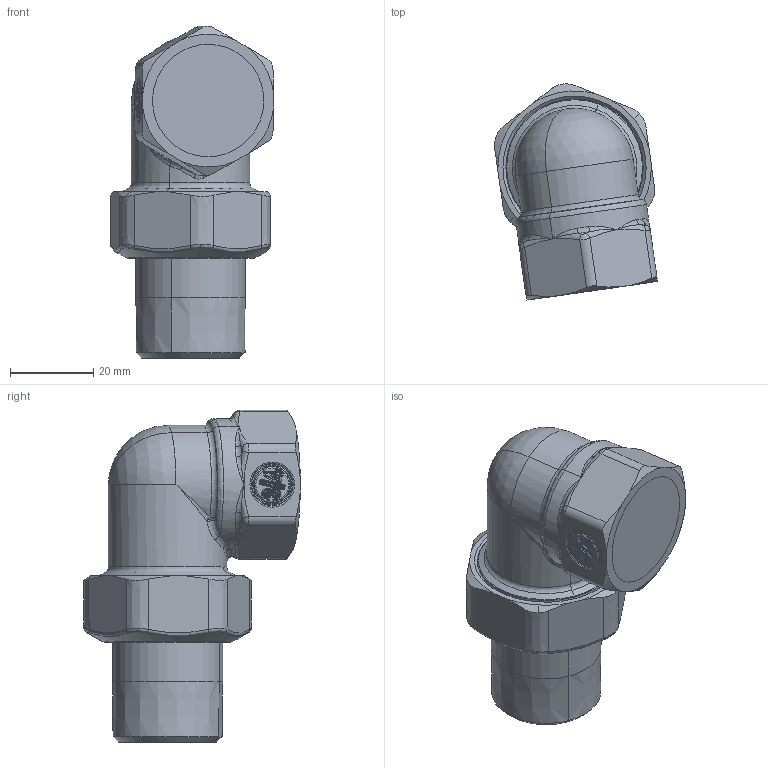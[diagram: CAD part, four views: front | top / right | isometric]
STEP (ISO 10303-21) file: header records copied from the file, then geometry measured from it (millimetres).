
FILE_DESCRIPTION(('CATIA V5 STEP Exchange','CAx-IF Rec.Pracs.--- Model Styling and Organization---1.4--- 2014-01-23','CAx-IF Rec.Pracs.---3D Tessellated Data Validation Properties---0.5---2014-09-14'),'2;1');
FILE_NAME('STEP_588150_-_TST.stp','2021-03-22T09:54:03+00:00',('none'),('none'),'CATIA Version 5-6 Release 2019 SP3','CATIA V5 STEP AP242 v1','none');
FILE_SCHEMA(('AP242_MANAGED_MODEL_BASED_3D_ENGINEERING_MIM_LF {1 0 10303 442 1 1 4}'));
Products named in the file (1): 588150 - TST
Bounding box: 39.28 x 52.13 x 79.97 mm (x, y, z)
Volume: 68811.9 mm3; surface area: 28412.7 mm2
Topology: 4 solids, 4 shells, 930 faces, 2160 edges, 1142 vertices
Faces by surface type: bspline 493, cylinder 155, plane 80, cone 80, sphere 71, torus 51
Entity records: 48910 total; most frequent: CARTESIAN_POINT 33426, ORIENTED_EDGE 4112, EDGE_CURVE 2056, DIRECTION 1385, B_SPLINE_CURVE_WITH_KNOTS 1383, VERTEX_POINT 1142, EDGE_LOOP 944, ADVANCED_FACE 930
